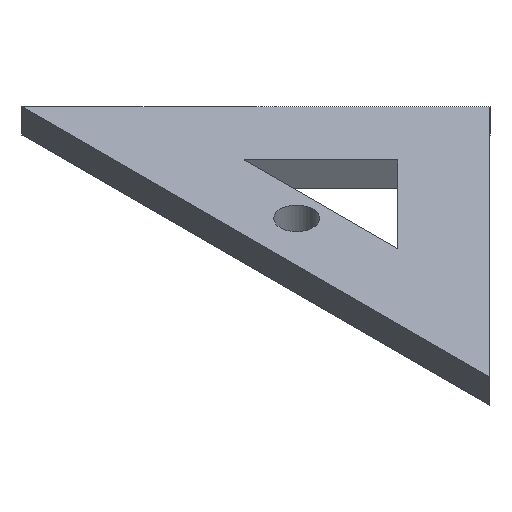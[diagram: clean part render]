
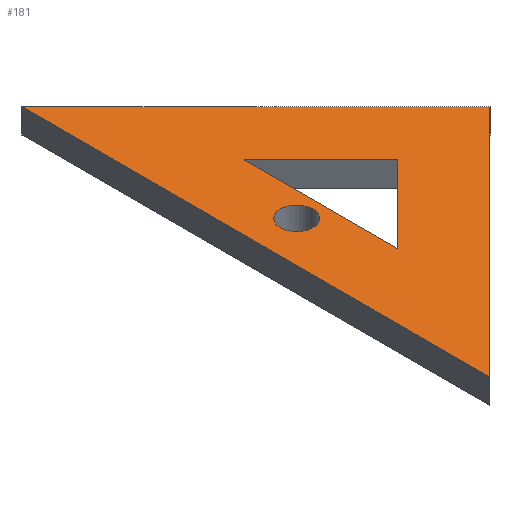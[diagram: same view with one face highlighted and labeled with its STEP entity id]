
A CAD part, isometric view. The second image highlights one B-rep face of the part: STEP entity #181.
In plain terms, the highlighted planar face has unit normal (0, 0, 1).
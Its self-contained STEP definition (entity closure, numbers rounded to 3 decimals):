
#22=FACE_BOUND('',#46,.T.);
#23=FACE_BOUND('',#47,.T.);
#26=CIRCLE('',#207,6.);
#36=FACE_OUTER_BOUND('',#45,.T.);
#45=EDGE_LOOP('',(#152,#153,#154));
#46=EDGE_LOOP('',(#155));
#47=EDGE_LOOP('',(#156,#157,#158));
#53=LINE('',#265,#72);
#56=LINE('',#271,#75);
#59=LINE('',#275,#78);
#63=LINE('',#289,#82);
#66=LINE('',#295,#85);
#69=LINE('',#299,#88);
#72=VECTOR('',#220,10.);
#75=VECTOR('',#225,10.);
#78=VECTOR('',#230,10.);
#82=VECTOR('',#242,10.);
#85=VECTOR('',#247,10.);
#88=VECTOR('',#252,10.);
#91=VERTEX_POINT('',#262);
#92=VERTEX_POINT('',#264);
#94=VERTEX_POINT('',#270);
#95=VERTEX_POINT('',#277);
#99=VERTEX_POINT('',#286);
#100=VERTEX_POINT('',#288);
#102=VERTEX_POINT('',#294);
#105=EDGE_CURVE('',#92,#91,#53,.T.);
#108=EDGE_CURVE('',#94,#92,#56,.T.);
#111=EDGE_CURVE('',#91,#94,#59,.T.);
#112=EDGE_CURVE('',#95,#95,#26,.T.);
#117=EDGE_CURVE('',#100,#99,#63,.T.);
#120=EDGE_CURVE('',#102,#100,#66,.T.);
#123=EDGE_CURVE('',#99,#102,#69,.T.);
#152=ORIENTED_EDGE('',*,*,#123,.T.);
#153=ORIENTED_EDGE('',*,*,#120,.T.);
#154=ORIENTED_EDGE('',*,*,#117,.T.);
#155=ORIENTED_EDGE('',*,*,#112,.T.);
#156=ORIENTED_EDGE('',*,*,#111,.T.);
#157=ORIENTED_EDGE('',*,*,#108,.T.);
#158=ORIENTED_EDGE('',*,*,#105,.T.);
#172=PLANE('',#212);
#181=ADVANCED_FACE('',(#36,#22,#23),#172,.T.);
#207=AXIS2_PLACEMENT_3D('',#278,#233,#234);
#212=AXIS2_PLACEMENT_3D('',#300,#253,#254);
#220=DIRECTION('',(0.707,-0.707,0.));
#225=DIRECTION('',(0.,1.,0.));
#230=DIRECTION('',(-0.707,-0.707,0.));
#233=DIRECTION('center_axis',(0.,0.,-1.));
#234=DIRECTION('ref_axis',(-1.,0.,0.));
#242=DIRECTION('',(0.707,0.707,0.));
#247=DIRECTION('',(0.,-1.,0.));
#252=DIRECTION('',(-0.707,0.707,0.));
#253=DIRECTION('center_axis',(0.,0.,1.));
#254=DIRECTION('ref_axis',(1.,0.,0.));
#262=CARTESIAN_POINT('',(37.272,0.,9.));
#264=CARTESIAN_POINT('',(9.,28.272,9.));
#265=CARTESIAN_POINT('',(9.,28.272,9.));
#270=CARTESIAN_POINT('',(9.,-28.272,9.));
#271=CARTESIAN_POINT('',(9.,-28.272,9.));
#275=CARTESIAN_POINT('',(43.636,6.364,9.));
#277=CARTESIAN_POINT('',(6.,0.,9.));
#278=CARTESIAN_POINT('Origin',(0.,0.,9.));
#286=CARTESIAN_POINT('',(71.213,0.,9.));
#288=CARTESIAN_POINT('',(-15.,-86.213,9.));
#289=CARTESIAN_POINT('',(-15.,-86.213,9.));
#294=CARTESIAN_POINT('',(-15.,86.213,9.));
#295=CARTESIAN_POINT('',(-15.,86.213,9.));
#299=CARTESIAN_POINT('',(71.213,0.,9.));
#300=CARTESIAN_POINT('Origin',(28.107,0.,9.));
